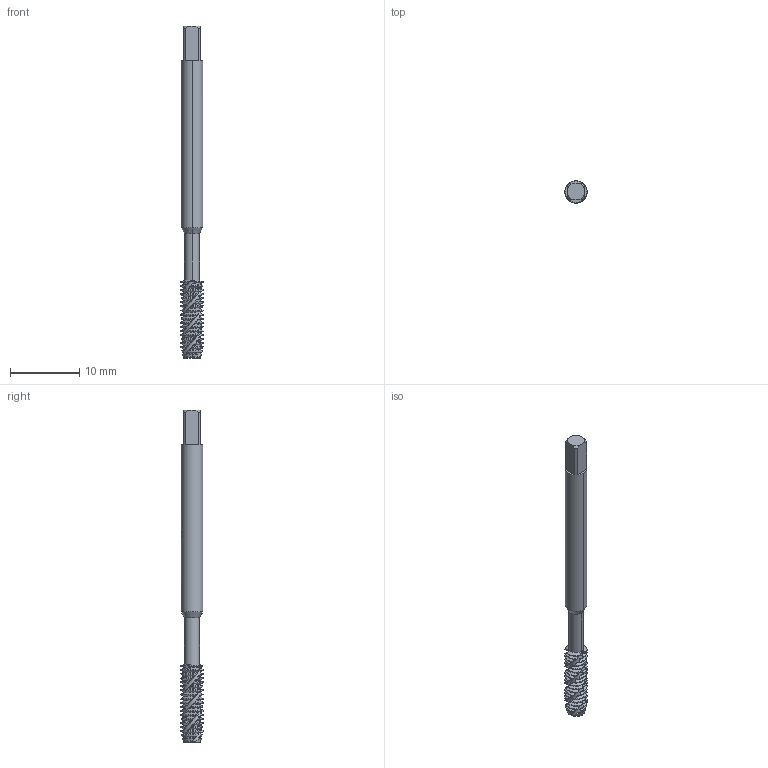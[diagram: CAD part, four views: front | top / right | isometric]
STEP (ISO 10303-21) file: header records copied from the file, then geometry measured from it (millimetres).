
FILE_DESCRIPTION(('no description'),'unknown implementation level');
FILE_NAME('solidpzMDfcXCfUG0ENAGu9ECKb9rlvA_1.STP',' ',('CIM GmbH Aachen'),('CADClick - KiM GmbH - www.kimweb.de'),'unknown preprocess','ACIS','unknown authorization');
FILE_SCHEMA(('automotive_design'));
Length unit declared in the file: millimetre
Products named in the file (2): 1; 2
Bounding box: 3.2 x 3.2 x 48 mm (x, y, z)
Volume: 304.8 mm3; surface area: 669.2 mm2
Topology: 2 solids, 2 shells, 520 faces, 1483 edges, 967 vertices
Faces by surface type: cone 201, cylinder 182, bspline 111, plane 17, revolution 9
Entity records: 66669 total; most frequent: CARTESIAN_POINT 38284, STYLED_ITEM 2972, PRESENTATION_STYLE_ASSIGNMENT 2972, COLOUR_RGB 2972, ORIENTED_EDGE 2966, DIRECTION 1900, EDGE_CURVE 1483, CURVE_STYLE 1483
